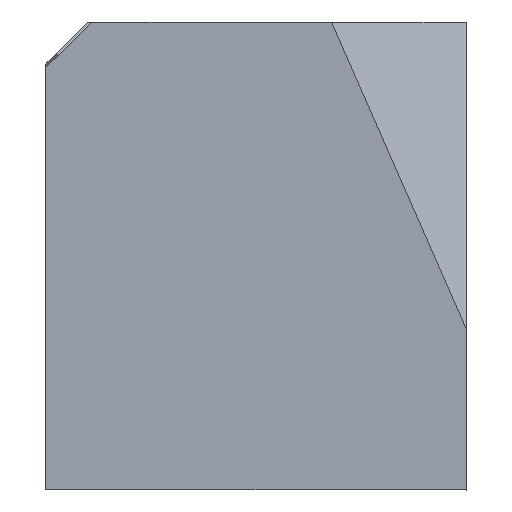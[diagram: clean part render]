
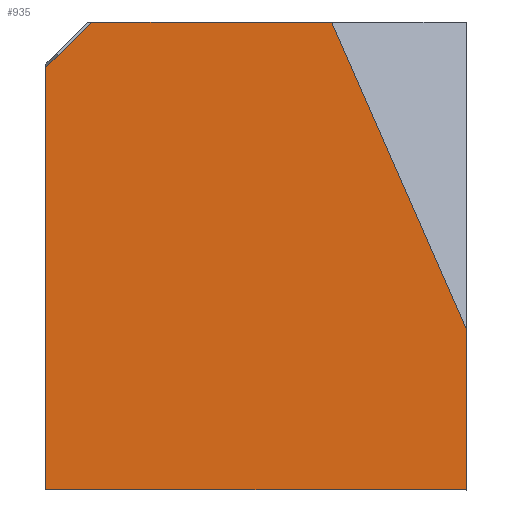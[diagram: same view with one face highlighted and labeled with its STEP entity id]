
A CAD part, left-side view. The second image highlights one B-rep face of the part: STEP entity #935.
In plain terms, the highlighted planar face has unit normal (-1, 0, 0).
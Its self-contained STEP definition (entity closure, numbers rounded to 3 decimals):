
#51=PLANE('',#1021);
#99=FACE_OUTER_BOUND('',#153,.T.);
#153=EDGE_LOOP('',(#838,#839,#840,#841,#842,#843));
#186=LINE('',#1340,#294);
#241=LINE('',#1465,#349);
#242=LINE('',#1467,#350);
#250=LINE('',#1485,#358);
#265=LINE('',#1530,#373);
#269=LINE('',#1537,#377);
#294=VECTOR('',#1075,10.);
#349=VECTOR('',#1182,10.);
#350=VECTOR('',#1185,10.);
#358=VECTOR('',#1203,10.);
#373=VECTOR('',#1252,10.);
#377=VECTOR('',#1262,10.);
#424=VERTEX_POINT('',#1337);
#425=VERTEX_POINT('',#1339);
#466=VERTEX_POINT('',#1456);
#469=VERTEX_POINT('',#1463);
#474=VERTEX_POINT('',#1483);
#487=VERTEX_POINT('',#1528);
#516=EDGE_CURVE('',#425,#424,#186,.T.);
#580=EDGE_CURVE('',#469,#466,#241,.T.);
#581=EDGE_CURVE('',#424,#466,#242,.T.);
#590=EDGE_CURVE('',#474,#425,#250,.T.);
#610=EDGE_CURVE('',#469,#487,#265,.T.);
#614=EDGE_CURVE('',#487,#474,#269,.T.);
#838=ORIENTED_EDGE('',*,*,#580,.F.);
#839=ORIENTED_EDGE('',*,*,#610,.T.);
#840=ORIENTED_EDGE('',*,*,#614,.T.);
#841=ORIENTED_EDGE('',*,*,#590,.T.);
#842=ORIENTED_EDGE('',*,*,#516,.T.);
#843=ORIENTED_EDGE('',*,*,#581,.T.);
#935=ADVANCED_FACE('',(#99),#51,.T.);
#1021=AXIS2_PLACEMENT_3D('',#1536,#1260,#1261);
#1075=DIRECTION('',(0.,1.,0.));
#1182=DIRECTION('',(0.,0.,1.));
#1185=DIRECTION('',(0.,0.707,-0.707));
#1203=DIRECTION('',(0.,0.402,0.916));
#1252=DIRECTION('',(0.,-1.,0.));
#1260=DIRECTION('center_axis',(-1.,0.,0.));
#1261=DIRECTION('ref_axis',(0.,-1.,0.));
#1262=DIRECTION('',(0.,0.,1.));
#1337=CARTESIAN_POINT('',(-12.805,23.702,77.248));
#1339=CARTESIAN_POINT('',(-12.805,16.936,77.248));
#1340=CARTESIAN_POINT('',(-12.805,24.501,77.248));
#1456=CARTESIAN_POINT('',(-12.805,24.998,75.952));
#1463=CARTESIAN_POINT('',(-12.805,24.998,64.047));
#1465=CARTESIAN_POINT('',(-12.805,24.998,67.348));
#1467=CARTESIAN_POINT('',(-12.805,29.208,71.741));
#1483=CARTESIAN_POINT('',(-12.805,13.142,68.612));
#1485=CARTESIAN_POINT('',(-12.805,14.487,71.674));
#1528=CARTESIAN_POINT('',(-12.805,13.142,64.047));
#1530=CARTESIAN_POINT('',(-12.805,25.219,64.047));
#1536=CARTESIAN_POINT('Origin',(-12.805,27.913,64.047));
#1537=CARTESIAN_POINT('',(-12.805,13.142,64.047));
